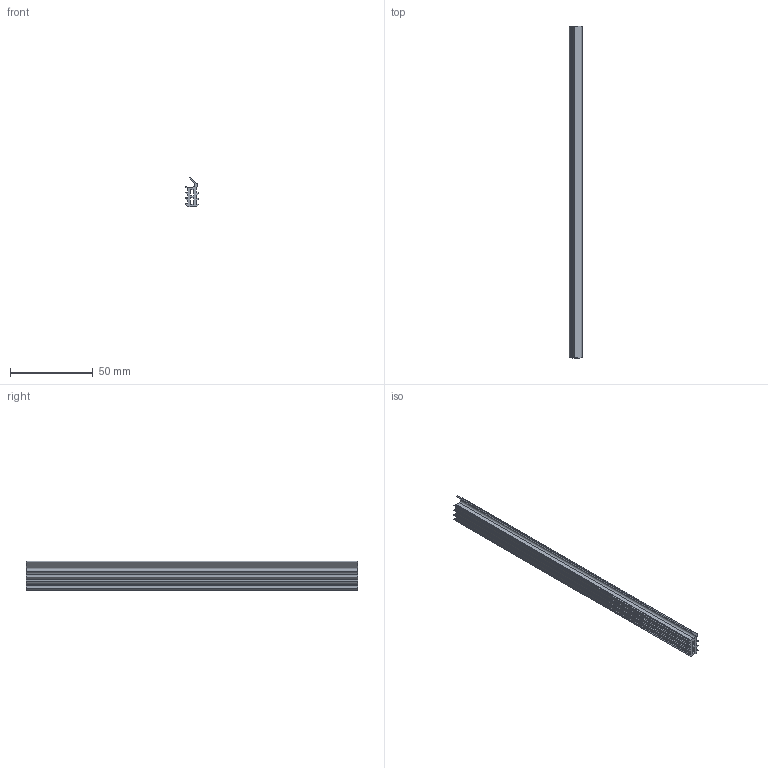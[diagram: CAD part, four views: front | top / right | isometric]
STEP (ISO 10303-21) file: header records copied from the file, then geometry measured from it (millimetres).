
FILE_DESCRIPTION((''),'2;1');
FILE_NAME('','2006-10-27T18:33:34',(''),(''),'','CADfix','');
FILE_SCHEMA(('AUTOMOTIVE_DESIGN'));
Length unit declared in the file: millimetre
Products named in the file (1): gasket
Bounding box: 7.99 x 200 x 18 mm (x, y, z)
Volume: 12971.9 mm3; surface area: 16935.8 mm2
Topology: 1 solids, 1 shells, 68 faces, 198 edges, 132 vertices
Faces by surface type: bspline 68
Entity records: 2145 total; most frequent: CARTESIAN_POINT 1021, ORIENTED_EDGE 396, EDGE_CURVE 198, VERTEX_POINT 132, QUASI_UNIFORM_CURVE 130, EDGE_LOOP 72, FACE_OUTER_BOUND 68, ADVANCED_FACE 68
